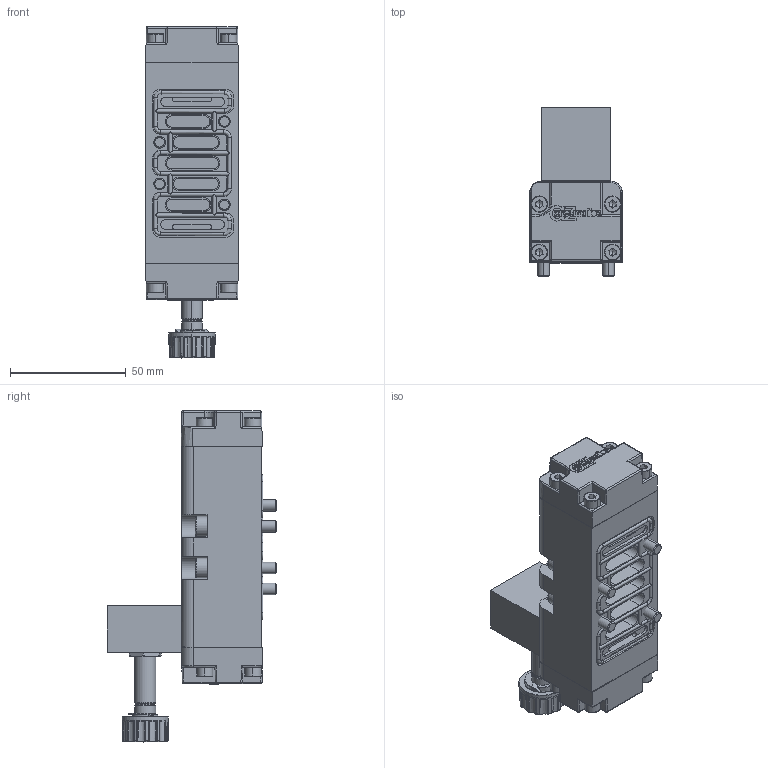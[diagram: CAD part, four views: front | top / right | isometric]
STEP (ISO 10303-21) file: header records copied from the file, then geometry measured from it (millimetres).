
FILE_DESCRIPTION (( 'STEP AP214' ), '1' );
FILE_NAME ('00_112_4.STEP', '2016-01-13T16:33:17', ( '' ), ( '' ), 'SwSTEP 2.0', 'SolidWorks 2016', '' );
FILE_SCHEMA (( 'AUTOMOTIVE_DESIGN' ));
Length unit declared in the file: millimetre
Products named in the file (1): 00_112_4
Bounding box: 40 x 73 x 143.38 mm (x, y, z)
Volume: 166481.4 mm3; surface area: 52359.1 mm2
Topology: 23 solids, 25 shells, 2104 faces, 5642 edges, 3617 vertices
Faces by surface type: plane 1436, cylinder 319, cone 192, bspline 157
Entity records: 81753 total; most frequent: CARTESIAN_POINT 23048, ORIENTED_EDGE 11204, DIRECTION 8825, EDGE_CURVE 5602, VERTEX_POINT 3617, LINE 3089, VECTOR 3089, AXIS2_PLACEMENT_3D 2868
